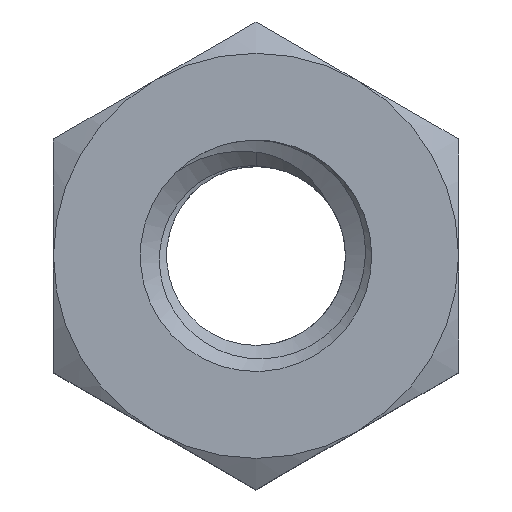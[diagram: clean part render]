
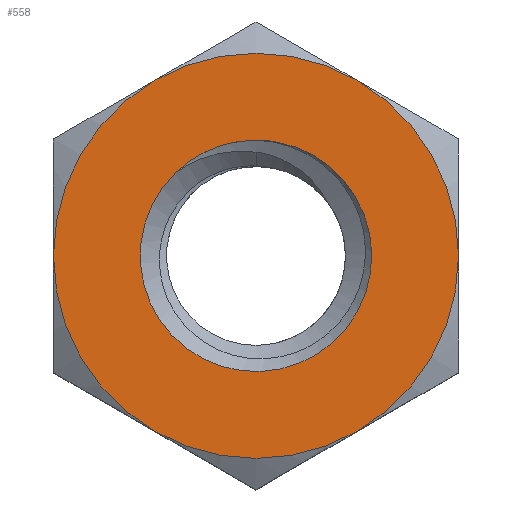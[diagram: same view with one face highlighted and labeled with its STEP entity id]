
A CAD part, top view. The second image highlights one B-rep face of the part: STEP entity #558.
In plain terms, the highlighted face is planar.
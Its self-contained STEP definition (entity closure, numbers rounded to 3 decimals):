
#21=FACE_BOUND('',#118,.T.);
#23=PLANE('',#618);
#81=FACE_OUTER_BOUND('',#117,.T.);
#117=EDGE_LOOP('',(#419,#420,#421,#422,#423,#424));
#118=EDGE_LOOP('',(#425,#426));
#144=CIRCLE('',#606,2.);
#146=CIRCLE('',#612,2.);
#148=CIRCLE('',#616,3.5);
#149=CIRCLE('',#619,3.5);
#150=CIRCLE('',#620,3.5);
#151=CIRCLE('',#621,3.5);
#152=CIRCLE('',#622,3.5);
#153=CIRCLE('',#623,3.5);
#245=VERTEX_POINT('',#1106);
#246=VERTEX_POINT('',#1127);
#254=VERTEX_POINT('',#1299);
#255=VERTEX_POINT('',#1300);
#257=VERTEX_POINT('',#1383);
#258=VERTEX_POINT('',#1385);
#259=VERTEX_POINT('',#1387);
#260=VERTEX_POINT('',#1389);
#301=EDGE_CURVE('',#245,#246,#144,.T.);
#313=EDGE_CURVE('',#246,#245,#146,.T.);
#318=EDGE_CURVE('',#254,#255,#148,.T.);
#323=EDGE_CURVE('',#255,#257,#149,.T.);
#324=EDGE_CURVE('',#257,#258,#150,.T.);
#325=EDGE_CURVE('',#258,#259,#151,.T.);
#326=EDGE_CURVE('',#259,#260,#152,.T.);
#327=EDGE_CURVE('',#260,#254,#153,.T.);
#419=ORIENTED_EDGE('',*,*,#318,.T.);
#420=ORIENTED_EDGE('',*,*,#323,.T.);
#421=ORIENTED_EDGE('',*,*,#324,.T.);
#422=ORIENTED_EDGE('',*,*,#325,.T.);
#423=ORIENTED_EDGE('',*,*,#326,.T.);
#424=ORIENTED_EDGE('',*,*,#327,.T.);
#425=ORIENTED_EDGE('',*,*,#301,.F.);
#426=ORIENTED_EDGE('',*,*,#313,.F.);
#558=ADVANCED_FACE('',(#81,#21),#23,.T.);
#606=AXIS2_PLACEMENT_3D('',#1128,#684,#685);
#612=AXIS2_PLACEMENT_3D('',#1246,#698,#699);
#616=AXIS2_PLACEMENT_3D('',#1301,#706,#707);
#618=AXIS2_PLACEMENT_3D('',#1382,#710,#711);
#619=AXIS2_PLACEMENT_3D('',#1384,#712,#713);
#620=AXIS2_PLACEMENT_3D('',#1386,#714,#715);
#621=AXIS2_PLACEMENT_3D('',#1388,#716,#717);
#622=AXIS2_PLACEMENT_3D('',#1390,#718,#719);
#623=AXIS2_PLACEMENT_3D('',#1391,#720,#721);
#684=DIRECTION('center_axis',(0.,1.,0.));
#685=DIRECTION('ref_axis',(0.,0.,1.));
#698=DIRECTION('center_axis',(0.,1.,0.));
#699=DIRECTION('ref_axis',(0.,0.,1.));
#706=DIRECTION('center_axis',(0.,1.,0.));
#707=DIRECTION('ref_axis',(0.,0.,1.));
#710=DIRECTION('center_axis',(0.,1.,0.));
#711=DIRECTION('ref_axis',(0.,0.,1.));
#712=DIRECTION('center_axis',(0.,1.,0.));
#713=DIRECTION('ref_axis',(0.,0.,1.));
#714=DIRECTION('center_axis',(0.,1.,0.));
#715=DIRECTION('ref_axis',(0.,0.,1.));
#716=DIRECTION('center_axis',(0.,1.,0.));
#717=DIRECTION('ref_axis',(0.,0.,1.));
#718=DIRECTION('center_axis',(0.,1.,0.));
#719=DIRECTION('ref_axis',(0.,0.,1.));
#720=DIRECTION('center_axis',(0.,1.,0.));
#721=DIRECTION('ref_axis',(0.,0.,1.));
#1106=CARTESIAN_POINT('',(0.,1.6,-2.));
#1127=CARTESIAN_POINT('',(-1.401,1.6,-1.427));
#1128=CARTESIAN_POINT('Origin',(0.,1.6,0.));
#1246=CARTESIAN_POINT('Origin',(0.,1.6,0.));
#1299=CARTESIAN_POINT('',(-1.75,1.6,3.031));
#1300=CARTESIAN_POINT('',(1.75,1.6,3.031));
#1301=CARTESIAN_POINT('Origin',(0.,1.6,0.));
#1382=CARTESIAN_POINT('Origin',(-3.5,1.6,-2.021));
#1383=CARTESIAN_POINT('',(3.5,1.6,0.));
#1384=CARTESIAN_POINT('Origin',(0.,1.6,0.));
#1385=CARTESIAN_POINT('',(1.75,1.6,-3.031));
#1386=CARTESIAN_POINT('Origin',(0.,1.6,0.));
#1387=CARTESIAN_POINT('',(-1.75,1.6,-3.031));
#1388=CARTESIAN_POINT('Origin',(0.,1.6,0.));
#1389=CARTESIAN_POINT('',(-3.5,1.6,0.));
#1390=CARTESIAN_POINT('Origin',(0.,1.6,0.));
#1391=CARTESIAN_POINT('Origin',(0.,1.6,0.));
